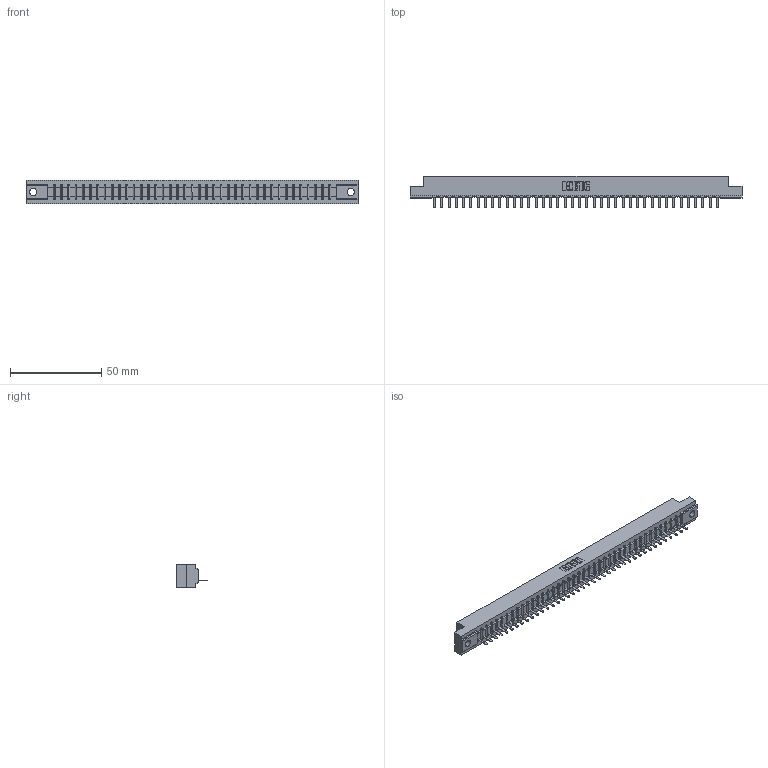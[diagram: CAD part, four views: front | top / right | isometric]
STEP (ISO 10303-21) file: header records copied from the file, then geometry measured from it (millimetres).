
FILE_DESCRIPTION (( 'STEP AP203' ), '1' );
FILE_NAME ('307-040-421-104.STEP', '2020-09-29T10:28:21', ( '' ), ( '' ), 'SwSTEP 2.0', 'SolidWorks 2020', '' );
FILE_SCHEMA (( 'CONFIG_CONTROL_DESIGN' ));
Length unit declared in the file: inch
Products named in the file (3): 307 Part_.156 Dia Mounting Holes; 307-290-002_521; 307-040-421-104
Assembly tree (41 placements, depth 2):
  307-040-421-104
    307 Part_.156 Dia Mounting Holes
    307-290-002_521  x40
Bounding box: 181.51 x 17.42 x 12.7 mm (x, y, z)
Volume: 19305.2 mm3; surface area: 24072.2 mm2
Topology: 41 solids, 41 shells, 3133 faces, 9639 edges, 6314 vertices
Faces by surface type: plane 1884, cylinder 1167, sphere 82
Entity records: 35674 total; most frequent: CARTESIAN_POINT 6022, ORIENTED_EDGE 6010, DIRECTION 5843, EDGE_CURVE 3005, LINE 2309, VECTOR 2309, VERTEX_POINT 1946, AXIS2_PLACEMENT_3D 1767
